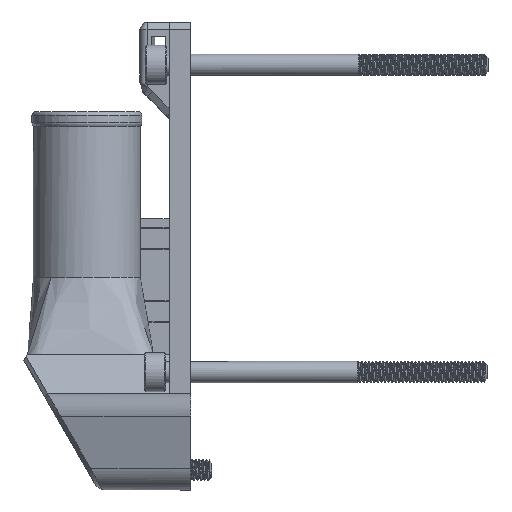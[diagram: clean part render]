
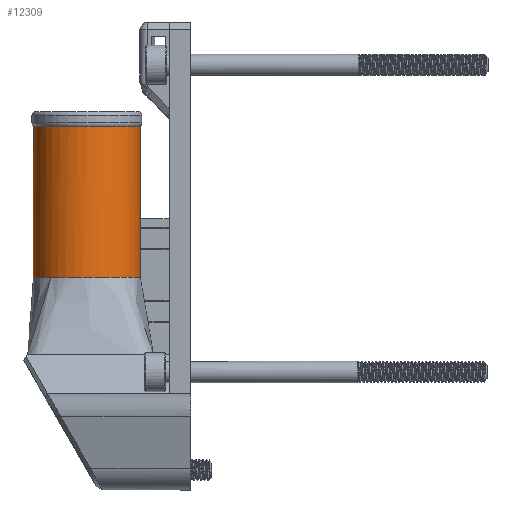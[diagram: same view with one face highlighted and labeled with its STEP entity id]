
A CAD part, left-side view. The second image highlights one B-rep face of the part: STEP entity #12309.
In plain terms, the highlighted cylindrical face has radius 7.5 mm (diameter 15 mm), a full revolution.
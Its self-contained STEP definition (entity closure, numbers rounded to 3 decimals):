
#944=FACE_OUTER_BOUND('',#1667,.T.);
#1667=EDGE_LOOP('',(#10090,#10091,#10092,#10093,#10094,#10095,#10096,#10097,
#10098));
#2123=CIRCLE('',#13019,7.5);
#2134=CIRCLE('',#13044,7.5);
#2135=CIRCLE('',#13045,7.5);
#2136=CIRCLE('',#13046,7.5);
#2137=CIRCLE('',#13047,7.5);
#3414=LINE('',#31606,#4638);
#3415=LINE('',#31608,#4639);
#4638=VECTOR('',#14793,7.5);
#4639=VECTOR('',#14796,10.);
#5788=VERTEX_POINT('',#30670);
#5794=VERTEX_POINT('',#30700);
#6007=VERTEX_POINT('',#31560);
#6017=VERTEX_POINT('',#31603);
#6018=VERTEX_POINT('',#31605);
#6019=VERTEX_POINT('',#31609);
#7490=EDGE_CURVE('',#5788,#6007,#2123,.T.);
#7513=EDGE_CURVE('',#6017,#6017,#2134,.T.);
#7514=EDGE_CURVE('',#6017,#6018,#3414,.T.);
#7515=EDGE_CURVE('',#6007,#6018,#2135,.T.);
#7516=EDGE_CURVE('',#5788,#5794,#3415,.T.);
#7517=EDGE_CURVE('',#6019,#5788,#2136,.T.);
#7518=EDGE_CURVE('',#6018,#6019,#2137,.T.);
#10090=ORIENTED_EDGE('',*,*,#7513,.F.);
#10091=ORIENTED_EDGE('',*,*,#7514,.T.);
#10092=ORIENTED_EDGE('',*,*,#7515,.F.);
#10093=ORIENTED_EDGE('',*,*,#7490,.F.);
#10094=ORIENTED_EDGE('',*,*,#7516,.T.);
#10095=ORIENTED_EDGE('',*,*,#7516,.F.);
#10096=ORIENTED_EDGE('',*,*,#7517,.F.);
#10097=ORIENTED_EDGE('',*,*,#7518,.F.);
#10098=ORIENTED_EDGE('',*,*,#7514,.F.);
#12009=CYLINDRICAL_SURFACE('',#13043,7.5);
#12309=ADVANCED_FACE('',(#944),#12009,.T.);
#13019=AXIS2_PLACEMENT_3D('',#31561,#14733,#14734);
#13043=AXIS2_PLACEMENT_3D('',#31602,#14789,#14790);
#13044=AXIS2_PLACEMENT_3D('',#31604,#14791,#14792);
#13045=AXIS2_PLACEMENT_3D('',#31607,#14794,#14795);
#13046=AXIS2_PLACEMENT_3D('',#31610,#14797,#14798);
#13047=AXIS2_PLACEMENT_3D('',#31611,#14799,#14800);
#14733=DIRECTION('center_axis',(0.,0.,
-1.));
#14734=DIRECTION('ref_axis',(1.,0.,0.));
#14789=DIRECTION('center_axis',(0.,0.,
1.));
#14790=DIRECTION('ref_axis',(0.,-1.,0.));
#14791=DIRECTION('center_axis',(0.,0.,
1.));
#14792=DIRECTION('ref_axis',(1.,0.,0.));
#14793=DIRECTION('',(0.,0.,-1.));
#14794=DIRECTION('center_axis',(0.,0.,
-1.));
#14795=DIRECTION('ref_axis',(1.,0.,0.));
#14796=DIRECTION('',(0.,0.,1.));
#14797=DIRECTION('center_axis',(0.,0.,
-1.));
#14798=DIRECTION('ref_axis',(1.,0.,0.));
#14799=DIRECTION('center_axis',(0.,0.,
-1.));
#14800=DIRECTION('ref_axis',(1.,0.,0.));
#30670=CARTESIAN_POINT('',(0.,2.,29.784));
#30700=CARTESIAN_POINT('',(0.,2.,37.513));
#31560=CARTESIAN_POINT('',(-5.587,14.504,29.784));
#31561=CARTESIAN_POINT('Origin',(0.,9.5,29.784));
#31602=CARTESIAN_POINT('Origin',(0.,9.5,41.341));
#31603=CARTESIAN_POINT('',(0.,17.,50.897));
#31604=CARTESIAN_POINT('Origin',(0.,9.5,50.897));
#31605=CARTESIAN_POINT('',(0.,17.,29.784));
#31606=CARTESIAN_POINT('',(0.,17.,41.341));
#31607=CARTESIAN_POINT('Origin',(0.,9.5,29.784));
#31608=CARTESIAN_POINT('',(0.,2.,41.341));
#31609=CARTESIAN_POINT('',(5.59,14.5,29.784));
#31610=CARTESIAN_POINT('Origin',(0.,9.5,29.784));
#31611=CARTESIAN_POINT('Origin',(0.,9.5,29.784));
